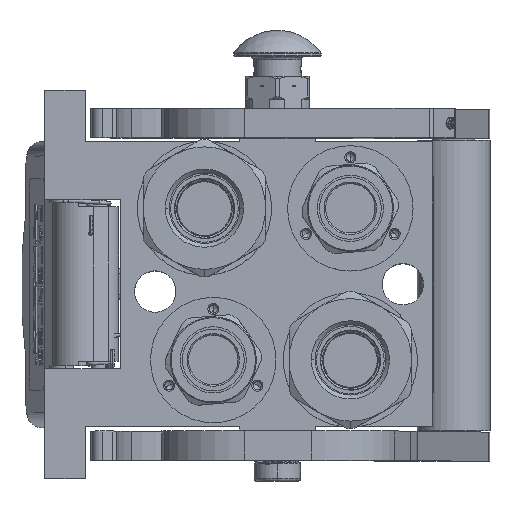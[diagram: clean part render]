
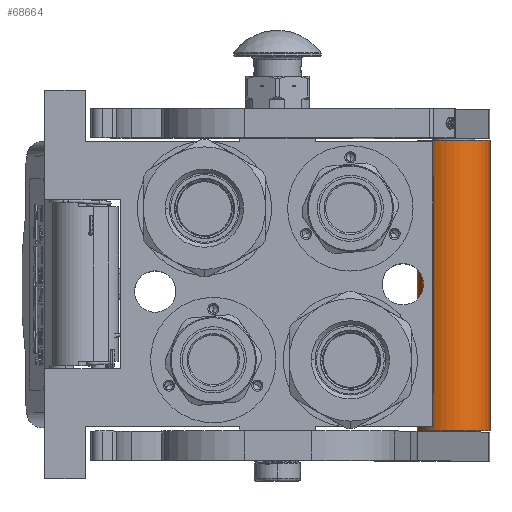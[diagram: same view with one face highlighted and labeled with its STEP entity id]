
A CAD part, top view. The second image highlights one B-rep face of the part: STEP entity #68664.
In plain terms, the highlighted cylindrical face has radius 12.5 mm (diameter 25 mm), a partial arc.
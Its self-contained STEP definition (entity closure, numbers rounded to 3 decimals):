
#5829 = CARTESIAN_POINT ( 'NONE',  ( -94.25, 12.5, 0. ) ) ;
#16001 = CYLINDRICAL_SURFACE ( 'NONE', #47363, 12.5 ) ;
#18983 = ORIENTED_EDGE ( 'NONE', *, *, #133984, .T. ) ;
#19157 = VERTEX_POINT ( 'NONE', #34938 ) ;
#20841 = VERTEX_POINT ( 'NONE', #5829 ) ;
#29209 = CARTESIAN_POINT ( 'NONE',  ( 5.25, 12.5, 0. ) ) ;
#30010 = CARTESIAN_POINT ( 'NONE',  ( 5.25, -12.5, 0. ) ) ;
#32129 = DIRECTION ( 'NONE',  ( 0., -1., 0. ) ) ;
#33670 = CARTESIAN_POINT ( 'NONE',  ( -94.25, 0., 0. ) ) ;
#34938 = CARTESIAN_POINT ( 'NONE',  ( 5.25, 12.5, 0. ) ) ;
#36409 = VERTEX_POINT ( 'NONE', #30010 ) ;
#36965 = VERTEX_POINT ( 'NONE', #51313 ) ;
#46944 = AXIS2_PLACEMENT_3D ( 'NONE', #129704, #54351, #65127 ) ;
#47363 = AXIS2_PLACEMENT_3D ( 'NONE', #62894, #53099, #32129 ) ;
#49369 = FACE_OUTER_BOUND ( 'NONE', #81530, .T. ) ;
#51313 = CARTESIAN_POINT ( 'NONE',  ( -94.25, -12.5, 0. ) ) ;
#53099 = DIRECTION ( 'NONE',  ( -1., 0., 0. ) ) ;
#54351 = DIRECTION ( 'NONE',  ( -1., 0., 0. ) ) ;
#54794 = EDGE_CURVE ( 'NONE', #19157, #36409, #63019, .T. ) ;
#55103 = DIRECTION ( 'NONE',  ( 0., 1., 0. ) ) ;
#62894 = CARTESIAN_POINT ( 'NONE',  ( 0., 0., 0. ) ) ;
#63019 = CIRCLE ( 'NONE', #46944, 12.5 ) ;
#65127 = DIRECTION ( 'NONE',  ( 0., 1., 0. ) ) ;
#68664 = ADVANCED_FACE ( 'NONE', ( #49369 ), #16001, .T. ) ;
#69155 = CARTESIAN_POINT ( 'NONE',  ( 5.25, -12.5, 0. ) ) ;
#71506 = LINE ( 'NONE', #29209, #106736 ) ;
#71989 = ORIENTED_EDGE ( 'NONE', *, *, #135652, .F. ) ;
#81530 = EDGE_LOOP ( 'NONE', ( #95466, #18983, #71989, #85906 ) ) ;
#85906 = ORIENTED_EDGE ( 'NONE', *, *, #116597, .F. ) ;
#90276 = DIRECTION ( 'NONE',  ( -1., 0., 0. ) ) ;
#95466 = ORIENTED_EDGE ( 'NONE', *, *, #54794, .T. ) ;
#97895 = VECTOR ( 'NONE', #90276, 1000. ) ;
#98706 = DIRECTION ( 'NONE',  ( -1., 0., 0. ) ) ;
#106736 = VECTOR ( 'NONE', #117170, 1000. ) ;
#116597 = EDGE_CURVE ( 'NONE', #19157, #20841, #71506, .T. ) ;
#117170 = DIRECTION ( 'NONE',  ( -1., 0., 0. ) ) ;
#119380 = AXIS2_PLACEMENT_3D ( 'NONE', #33670, #98706, #55103 ) ;
#122802 = CIRCLE ( 'NONE', #119380, 12.5 ) ;
#124559 = LINE ( 'NONE', #69155, #97895 ) ;
#129704 = CARTESIAN_POINT ( 'NONE',  ( 5.25, 0., 0. ) ) ;
#133984 = EDGE_CURVE ( 'NONE', #36409, #36965, #124559, .T. ) ;
#135652 = EDGE_CURVE ( 'NONE', #20841, #36965, #122802, .T. ) ;
